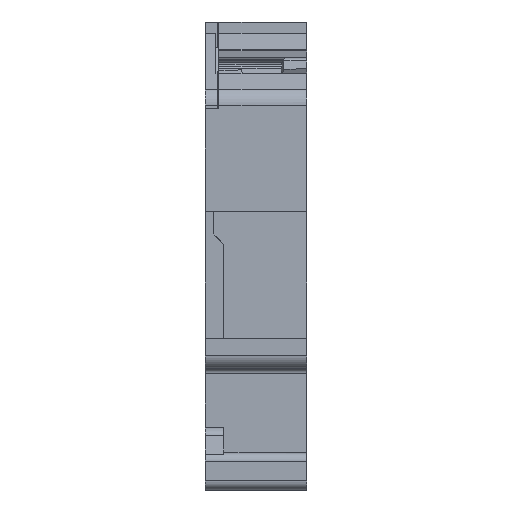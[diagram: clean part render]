
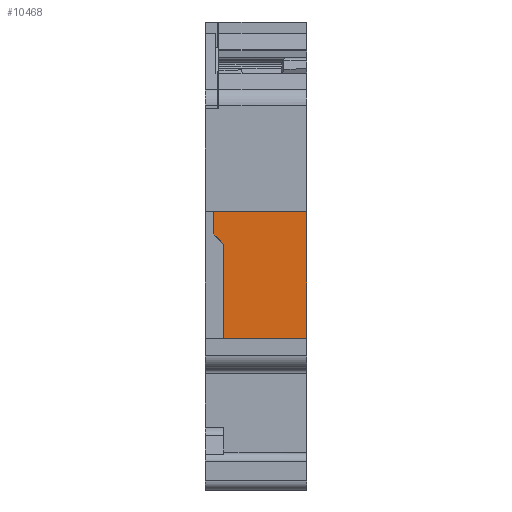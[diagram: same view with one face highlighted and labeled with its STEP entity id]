
A CAD part, front view. The second image highlights one B-rep face of the part: STEP entity #10468.
In plain terms, the highlighted planar face has unit normal (0, -1, 0).
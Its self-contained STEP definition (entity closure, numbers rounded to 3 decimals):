
#10446=AXIS2_PLACEMENT_3D('Plane Axis2P3D',#10443,#10444,#10445) ;
#4325=CARTESIAN_POINT('Vertex',(0.9,7.389,30.099)) ;
#4328=CARTESIAN_POINT('Line Origine',(5.925,7.389,30.099)) ;
#4332=CARTESIAN_POINT('Vertex',(10.95,7.389,30.099)) ;
#4460=CARTESIAN_POINT('Line Origine',(10.95,7.389,23.25)) ;
#4464=CARTESIAN_POINT('Vertex',(10.95,7.389,16.4)) ;
#9740=CARTESIAN_POINT('Line Origine',(6.125,7.389,16.4)) ;
#9744=CARTESIAN_POINT('Vertex',(1.3,7.389,16.4)) ;
#10424=CARTESIAN_POINT('Line Origine',(0.9,7.389,28.889)) ;
#10428=CARTESIAN_POINT('Vertex',(0.9,7.389,27.679)) ;
#10443=CARTESIAN_POINT('Axis2P3D Location',(10.95,7.389,30.099)) ;
#10448=CARTESIAN_POINT('Line Origine',(1.1,7.389,27.479)) ;
#10452=CARTESIAN_POINT('Vertex',(1.3,7.389,27.279)) ;
#10455=CARTESIAN_POINT('Line Origine',(1.3,7.389,21.84)) ;
#4329=DIRECTION('Vector Direction',(-1.,0.,0.)) ;
#4461=DIRECTION('Vector Direction',(0.,0.,-1.)) ;
#9741=DIRECTION('Vector Direction',(-1.,0.,0.)) ;
#10425=DIRECTION('Vector Direction',(0.,0.,1.)) ;
#10444=DIRECTION('Axis2P3D Direction',(0.,1.,0.)) ;
#10445=DIRECTION('Axis2P3D XDirection',(0.,0.,-1.)) ;
#10449=DIRECTION('Vector Direction',(0.707,0.,-0.707)) ;
#10456=DIRECTION('Vector Direction',(0.,0.,1.)) ;
#4330=VECTOR('Line Direction',#4329,1.) ;
#4462=VECTOR('Line Direction',#4461,1.) ;
#9742=VECTOR('Line Direction',#9741,1.) ;
#10426=VECTOR('Line Direction',#10425,1.) ;
#10450=VECTOR('Line Direction',#10449,1.) ;
#10457=VECTOR('Line Direction',#10456,1.) ;
#10461=ORIENTED_EDGE('',*,*,#10430,.F.) ;
#10462=ORIENTED_EDGE('',*,*,#10454,.T.) ;
#10463=ORIENTED_EDGE('',*,*,#10459,.F.) ;
#10464=ORIENTED_EDGE('',*,*,#9746,.T.) ;
#10465=ORIENTED_EDGE('',*,*,#4466,.F.) ;
#10466=ORIENTED_EDGE('',*,*,#4334,.T.) ;
#10468=ADVANCED_FACE('STH4DT_Left current bar_CC619904',(#10467),#10447,.F.) ;
#4334=EDGE_CURVE('',#4333,#4326,#4331,.T.) ;
#4466=EDGE_CURVE('',#4333,#4465,#4463,.T.) ;
#9746=EDGE_CURVE('',#9745,#4465,#9743,.F.) ;
#10430=EDGE_CURVE('',#10429,#4326,#10427,.T.) ;
#10454=EDGE_CURVE('',#10429,#10453,#10451,.T.) ;
#10459=EDGE_CURVE('',#9745,#10453,#10458,.T.) ;
#10460=EDGE_LOOP('',(#10461,#10462,#10463,#10464,#10465,#10466)) ;
#10467=FACE_OUTER_BOUND('',#10460,.T.) ;
#4331=LINE('Line',#4328,#4330) ;
#4463=LINE('Line',#4460,#4462) ;
#9743=LINE('Line',#9740,#9742) ;
#10427=LINE('Line',#10424,#10426) ;
#10451=LINE('Line',#10448,#10450) ;
#10458=LINE('Line',#10455,#10457) ;
#10447=PLANE('',#10446) ;
#4326=VERTEX_POINT('',#4325) ;
#4333=VERTEX_POINT('',#4332) ;
#4465=VERTEX_POINT('',#4464) ;
#9745=VERTEX_POINT('',#9744) ;
#10429=VERTEX_POINT('',#10428) ;
#10453=VERTEX_POINT('',#10452) ;
